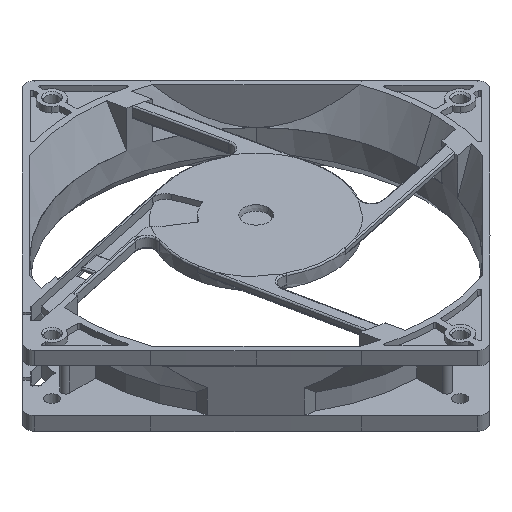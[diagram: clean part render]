
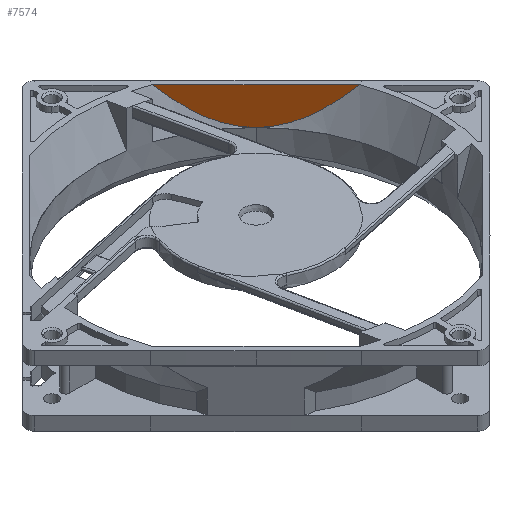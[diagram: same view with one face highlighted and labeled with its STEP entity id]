
A CAD part, isometric view. The second image highlights one B-rep face of the part: STEP entity #7574.
In plain terms, the highlighted planar face has unit normal (-0.707, -0.707, 0).
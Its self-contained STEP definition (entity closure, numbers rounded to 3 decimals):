
#2 = CARTESIAN_POINT ( 'NONE',  ( 25.027, 57.422, 22.082 ) ) ;
#1167 = CARTESIAN_POINT ( 'NONE',  ( 57.422, 25.027, 22.082 ) ) ;
#1421 = EDGE_CURVE ( 'NONE', #10430, #17835, #4628, .T. ) ;
#1687 = ORIENTED_EDGE ( 'NONE', *, *, #20571, .F. ) ;
#2997 = CARTESIAN_POINT ( 'NONE',  ( 60.024, 22.425, 25.45 ) ) ;
#3102 = FACE_OUTER_BOUND ( 'NONE', #15097, .T. ) ;
#3429 = VERTEX_POINT ( 'NONE', #15419 ) ;
#3608 = CARTESIAN_POINT ( 'NONE',  ( 33.881, 48.568, 14.108 ) ) ;
#3761 = CARTESIAN_POINT ( 'NONE',  ( 35.123, 47.326, 13.448 ) ) ;
#4381 = VECTOR ( 'NONE', #13886, 1000. ) ;
#4628 = B_SPLINE_CURVE_WITH_KNOTS ( 'NONE', 3,
 ( #21319, #10702, #19722, #17883, #10621, #6765, #19562, #19799, #15877, #17799, #4910, #12277, #1167, #13961, #5147, #2997 ),
 .UNSPECIFIED., .F., .F.,
 ( 4, 2, 2, 2, 2, 2, 2, 4 ),
 ( 0., 0.007, 0.009, 0.011, 0.015, 0.022, 0.026, 0.03 ),
 .UNSPECIFIED. ) ;
#4671 = CARTESIAN_POINT ( 'NONE',  ( 41.731, 40.718, 11.983 ) ) ;
#4675 = DIRECTION ( 'NONE',  ( 0.707, -0.707, 0. ) ) ;
#4910 = CARTESIAN_POINT ( 'NONE',  ( 54.671, 27.777, 18.963 ) ) ;
#4948 = LINE ( 'NONE', #4671, #4381 ) ;
#5147 = CARTESIAN_POINT ( 'NONE',  ( 59.39, 23.059, 24.582 ) ) ;
#5519 = CARTESIAN_POINT ( 'NONE',  ( 31.489, 50.959, 15.694 ) ) ;
#6765 = CARTESIAN_POINT ( 'NONE',  ( 48.568, 33.881, 14.108 ) ) ;
#7047 = VECTOR ( 'NONE', #4675, 1000. ) ;
#7267 = DIRECTION ( 'NONE',  ( 0., 0., -1. ) ) ;
#7307 = CARTESIAN_POINT ( 'NONE',  ( 32.268, 50.181, 15.123 ) ) ;
#7462 = CARTESIAN_POINT ( 'NONE',  ( 22.425, 60.024, 25.45 ) ) ;
#7574 = ADVANCED_FACE ( 'NONE', ( #3102 ), #8956, .F. ) ;
#8152 = CARTESIAN_POINT ( 'NONE',  ( 22.425, 60.024, 25.45 ) ) ;
#8282 = CARTESIAN_POINT ( 'NONE',  ( 60.024, 22.425, 25.45 ) ) ;
#8956 = PLANE ( 'NONE',  #12283 ) ;
#8998 = CARTESIAN_POINT ( 'NONE',  ( 40.718, 41.731, 11.983 ) ) ;
#9153 = CARTESIAN_POINT ( 'NONE',  ( 23.705, 58.743, 23.733 ) ) ;
#9312 = CARTESIAN_POINT ( 'NONE',  ( 23.059, 59.39, 24.582 ) ) ;
#9375 = ORIENTED_EDGE ( 'NONE', *, *, #10536, .F. ) ;
#10430 = VERTEX_POINT ( 'NONE', #15256 ) ;
#10536 = EDGE_CURVE ( 'NONE', #3429, #17835, #20779, .T. ) ;
#10621 = CARTESIAN_POINT ( 'NONE',  ( 47.742, 34.707, 13.656 ) ) ;
#10702 = CARTESIAN_POINT ( 'NONE',  ( 43.51, 38.939, 12.055 ) ) ;
#11056 = CARTESIAN_POINT ( 'NONE',  ( 34.707, 47.742, 13.656 ) ) ;
#11430 = CARTESIAN_POINT ( 'NONE',  ( 40.718, 41.731, 11.983 ) ) ;
#12277 = CARTESIAN_POINT ( 'NONE',  ( 56.745, 25.704, 21.279 ) ) ;
#12283 = AXIS2_PLACEMENT_3D ( 'NONE', #18218, #21737, #7267 ) ;
#12602 = B_SPLINE_CURVE_WITH_KNOTS ( 'NONE', 3,
 ( #8998, #16410, #14726, #3761, #11056, #3608, #14574, #7307, #5519, #21921, #20091, #12808, #2, #9153, #9312, #7462 ),
 .UNSPECIFIED., .F., .F.,
 ( 4, 2, 2, 2, 2, 2, 2, 4 ),
 ( 0., 0.007, 0.009, 0.011, 0.015, 0.022, 0.026, 0.03 ),
 .UNSPECIFIED. ) ;
#12808 = CARTESIAN_POINT ( 'NONE',  ( 25.704, 56.745, 21.279 ) ) ;
#13886 = DIRECTION ( 'NONE',  ( -0.707, 0.707, 0. ) ) ;
#13961 = CARTESIAN_POINT ( 'NONE',  ( 58.743, 23.705, 23.733 ) ) ;
#14574 = CARTESIAN_POINT ( 'NONE',  ( 33.472, 48.977, 14.351 ) ) ;
#14726 = CARTESIAN_POINT ( 'NONE',  ( 37.217, 45.232, 12.504 ) ) ;
#15092 = ORIENTED_EDGE ( 'NONE', *, *, #17198, .F. ) ;
#15097 = EDGE_LOOP ( 'NONE', ( #9375, #15092, #1687, #16361 ) ) ;
#15256 = CARTESIAN_POINT ( 'NONE',  ( 41.731, 40.718, 11.983 ) ) ;
#15419 = CARTESIAN_POINT ( 'NONE',  ( 22.425, 60.024, 25.45 ) ) ;
#15877 = CARTESIAN_POINT ( 'NONE',  ( 50.959, 31.489, 15.694 ) ) ;
#16361 = ORIENTED_EDGE ( 'NONE', *, *, #1421, .T. ) ;
#16410 = CARTESIAN_POINT ( 'NONE',  ( 38.939, 43.51, 12.055 ) ) ;
#17009 = VERTEX_POINT ( 'NONE', #11430 ) ;
#17198 = EDGE_CURVE ( 'NONE', #17009, #3429, #12602, .T. ) ;
#17799 = CARTESIAN_POINT ( 'NONE',  ( 53.234, 29.215, 17.545 ) ) ;
#17835 = VERTEX_POINT ( 'NONE', #8282 ) ;
#17883 = CARTESIAN_POINT ( 'NONE',  ( 47.326, 35.123, 13.448 ) ) ;
#18218 = CARTESIAN_POINT ( 'NONE',  ( 59.931, 22.518, 25.45 ) ) ;
#19562 = CARTESIAN_POINT ( 'NONE',  ( 48.977, 33.472, 14.351 ) ) ;
#19722 = CARTESIAN_POINT ( 'NONE',  ( 45.232, 37.217, 12.504 ) ) ;
#19799 = CARTESIAN_POINT ( 'NONE',  ( 50.181, 32.268, 15.123 ) ) ;
#20091 = CARTESIAN_POINT ( 'NONE',  ( 27.777, 54.671, 18.963 ) ) ;
#20571 = EDGE_CURVE ( 'NONE', #10430, #17009, #4948, .T. ) ;
#20779 = LINE ( 'NONE', #8152, #7047 ) ;
#21319 = CARTESIAN_POINT ( 'NONE',  ( 41.731, 40.718, 11.983 ) ) ;
#21737 = DIRECTION ( 'NONE',  ( 0.707, 0.707, 0. ) ) ;
#21921 = CARTESIAN_POINT ( 'NONE',  ( 29.215, 53.234, 17.545 ) ) ;
